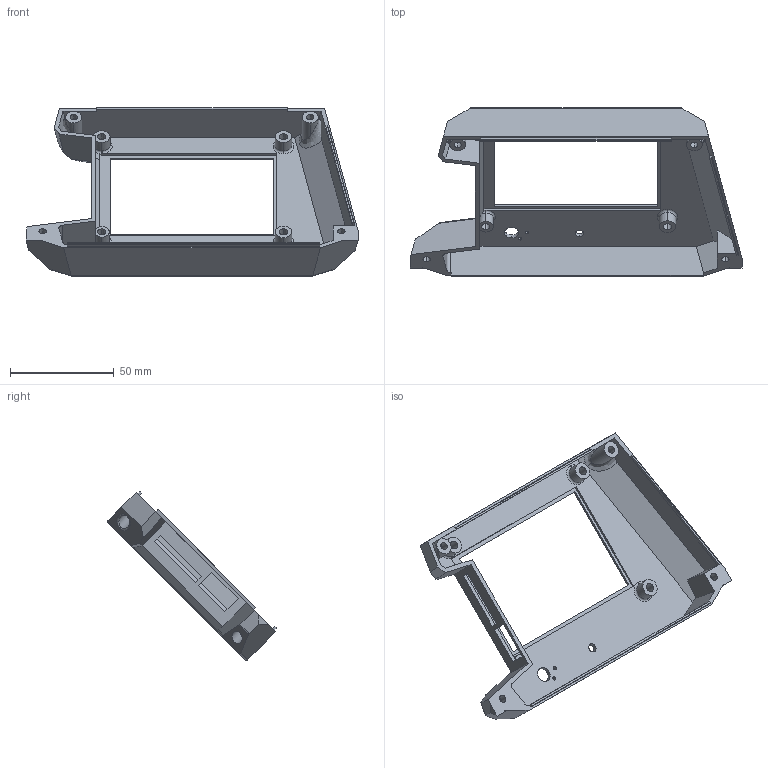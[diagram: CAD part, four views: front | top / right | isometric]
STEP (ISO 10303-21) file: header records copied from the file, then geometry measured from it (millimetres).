
FILE_DESCRIPTION (( 'STEP AP203' ), '1' );
FILE_NAME ('Case Face V3.STEP', '2025-12-15T04:22:37', ( '' ), ( '' ), 'SwSTEP 2.0', 'SolidWorks 2023', '' );
FILE_SCHEMA (( 'CONFIG_CONTROL_DESIGN' ));
Length unit declared in the file: millimetre
Products named in the file (1): Case Face V3
Bounding box: 160 x 81.17 x 81.17 mm (x, y, z)
Volume: 33895.8 mm3; surface area: 35405.6 mm2
Topology: 1 solids, 1 shells, 166 faces, 445 edges, 292 vertices
Faces by surface type: plane 86, cylinder 61, bspline 11, torus 8
Entity records: 6132 total; most frequent: CARTESIAN_POINT 1993, ORIENTED_EDGE 890, DIRECTION 798, EDGE_CURVE 445, VERTEX_POINT 292, AXIS2_PLACEMENT_3D 269, VECTOR 260, LINE 260
